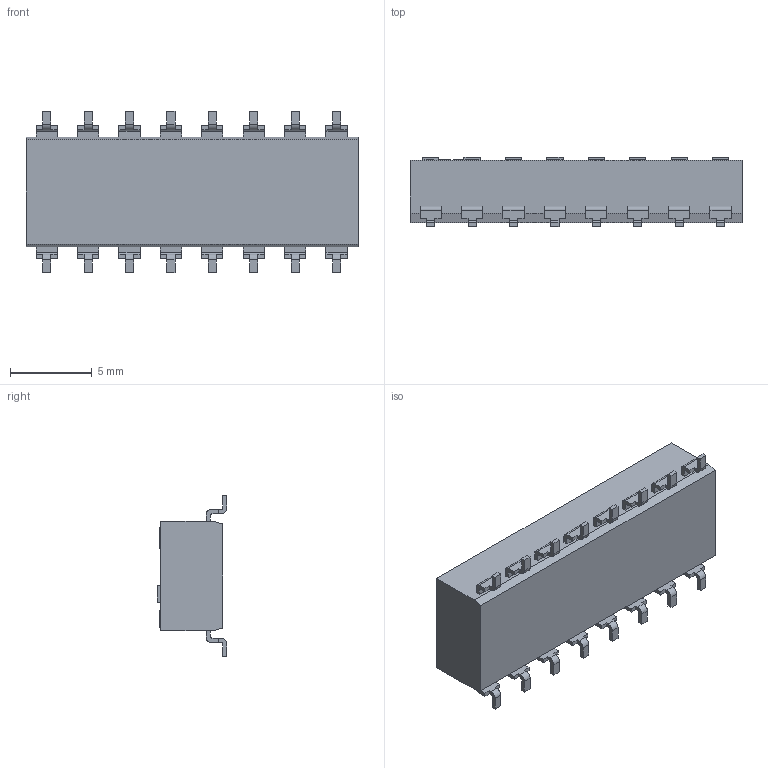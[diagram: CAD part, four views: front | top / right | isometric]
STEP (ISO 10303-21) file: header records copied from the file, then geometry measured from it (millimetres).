
FILE_DESCRIPTION (( 'STEP AP214' ), '1' );
FILE_NAME ('0FCE2028-A00D-4B55-88C8-1DCBB5F67215.STEP', '2025-04-12T04:28:32', ( '' ), ( '' ), 'SwSTEP 2.0', 'SolidWorks 2022', '' );
FILE_SCHEMA (( 'AUTOMOTIVE_DESIGN' ));
Length unit declared in the file: millimetre
Products named in the file (1): 0FCE2028-A00D-4B55-88C8-1DCBB5F67215
Bounding box: 20.36 x 4.25 x 9.91 mm (x, y, z)
Volume: 515.3 mm3; surface area: 613 mm2
Topology: 1 solids, 1 shells, 499 faces, 1350 edges, 900 vertices
Faces by surface type: plane 360, bspline 75, cylinder 64
Entity records: 24769 total; most frequent: CARTESIAN_POINT 7049, ORIENTED_EDGE 2700, DIRECTION 2178, EDGE_CURVE 1350, VECTOR 1072, LINE 1072, VERTEX_POINT 900, AXIS2_PLACEMENT_3D 553
